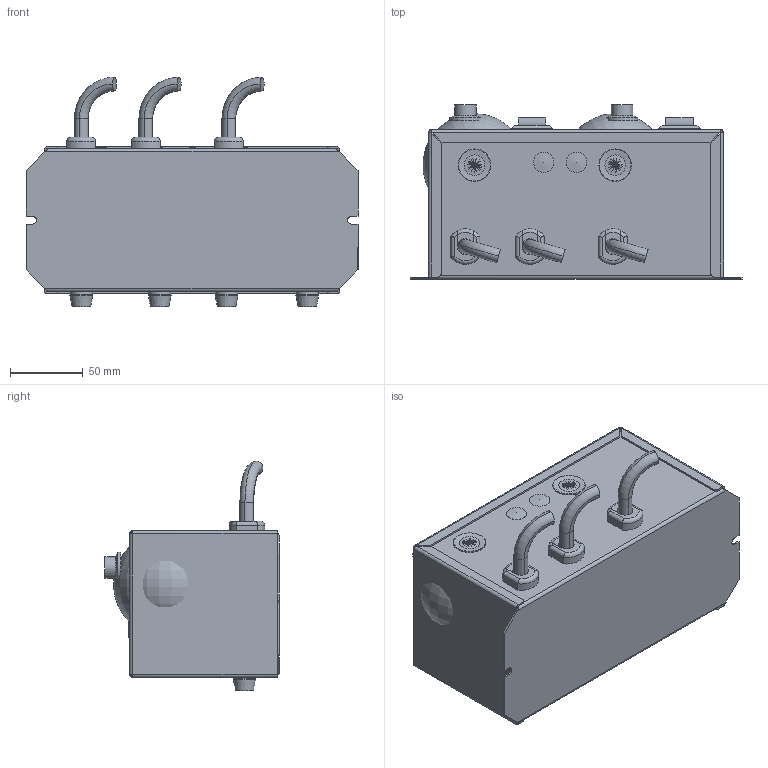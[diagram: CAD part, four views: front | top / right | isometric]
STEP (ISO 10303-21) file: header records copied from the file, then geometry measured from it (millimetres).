
FILE_DESCRIPTION (( 'STEP AP214' ), '1' );
FILE_NAME ('pn 121-000-8784_model FC-90-2-240 Plus_240V.STEP', '2026-02-11T22:48:49', ( '' ), ( '' ), 'SwSTEP 2.0', 'SolidWorks 2022', '' );
FILE_SCHEMA (( 'AUTOMOTIVE_DESIGN' ));
Length unit declared in the file: inch
Products named in the file (11): 112-000-0057-3D_DEFAULT; SWITCH_220V_DEFAULT; 102-000-0197_DEFAULT; FC-DUAL-120V-ENCLOSURE-TOP_DEFAULT; CORD_DEFAULT; KNOCKOUT .555_DEFAULT; pn 121-000-8784_model FC-90-2-240 Plus_240V; FC-DUAL-120V-ENCLOSURE-BOTTOM_DEFAULT; KNOCKOUT-.880_DEFAULT; CONTROL KNOB_DEFAULT; 106-000-0022-FUSE-3D
Assembly tree (21 placements, depth 2):
  pn 121-000-8784_model FC-90-2-240 Plus_240V
    FC-DUAL-120V-ENCLOSURE-BOTTOM_DEFAULT
    FC-DUAL-120V-ENCLOSURE-TOP_DEFAULT
    CONTROL KNOB_DEFAULT  x2
    KNOCKOUT-.880_DEFAULT  x2
    KNOCKOUT .555_DEFAULT  x2
    CORD_DEFAULT  x3
    112-000-0057-3D_DEFAULT  x3
    102-000-0197_DEFAULT
    SWITCH_220V_DEFAULT  x2
    106-000-0022-FUSE-3D  x4
Bounding box: 228.6 x 119.95 x 158.15 mm (x, y, z)
Volume: 566191.8 mm3; surface area: 282094.7 mm2
Topology: 24 solids, 24 shells, 1243 faces, 3148 edges, 2070 vertices
Faces by surface type: plane 727, bspline 364, cylinder 106, torus 38, cone 8
Full cylindrical faces by diameter (mm): 9.525 x2, 10.922 x2, 12.7 x4, 14.097 x2, 14.732 x2, 15.494 x4, 17.399 x2, 21.463 x2, 22.377 x2
Entity records: 54481 total; most frequent: CARTESIAN_POINT 28698, ORIENTED_EDGE 5720, DIRECTION 3781, EDGE_CURVE 2860, VECTOR 1929, LINE 1929, VERTEX_POINT 1897, EDGE_LOOP 1229
